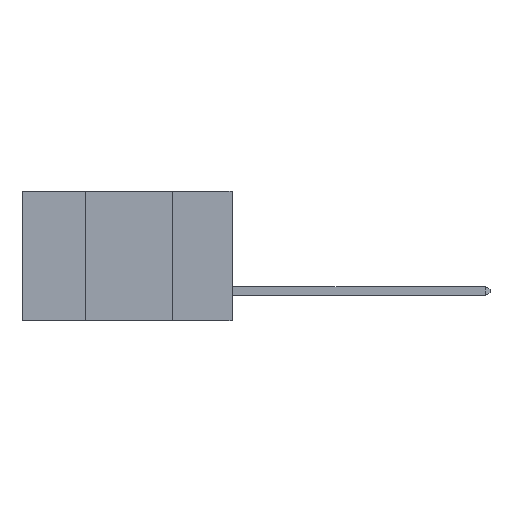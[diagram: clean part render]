
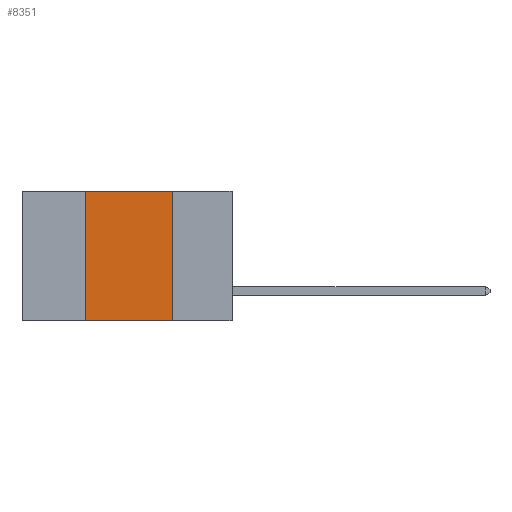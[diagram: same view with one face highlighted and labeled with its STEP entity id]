
A CAD part, left-side view. The second image highlights one B-rep face of the part: STEP entity #8351.
In plain terms, the highlighted planar face has unit normal (-1, 0, 0).
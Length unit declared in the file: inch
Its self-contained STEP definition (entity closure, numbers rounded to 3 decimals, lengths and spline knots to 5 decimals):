
#191 = VERTEX_POINT ( 'NONE', #6596 ) ;
#194 = EDGE_CURVE ( 'NONE', #4200, #2581, #7239, .T. ) ;
#490 = DIRECTION ( 'NONE',  ( 0., 0., 1. ) ) ;
#665 = CARTESIAN_POINT ( 'NONE',  ( 0., 0.6, 0. ) ) ;
#977 = DIRECTION ( 'NONE',  ( 1., 0., 0. ) ) ;
#1584 = AXIS2_PLACEMENT_3D ( 'NONE', #7709, #977, #8709 ) ;
#2141 = VECTOR ( 'NONE', #490, 39.37008 ) ;
#2491 = LINE ( 'NONE', #6205, #2141 ) ;
#2581 = VERTEX_POINT ( 'NONE', #13072 ) ;
#2583 = CARTESIAN_POINT ( 'NONE',  ( 0., 0.6, -0.37 ) ) ;
#2909 = LINE ( 'NONE', #2583, #8741 ) ;
#3820 = VECTOR ( 'NONE', #12695, 39.37008 ) ;
#3923 = VECTOR ( 'NONE', #9531, 39.37008 ) ;
#4103 = ORIENTED_EDGE ( 'NONE', *, *, #4968, .F. ) ;
#4117 = ORIENTED_EDGE ( 'NONE', *, *, #194, .F. ) ;
#4197 = ORIENTED_EDGE ( 'NONE', *, *, #7529, .F. ) ;
#4200 = VERTEX_POINT ( 'NONE', #6482 ) ;
#4213 = ORIENTED_EDGE ( 'NONE', *, *, #5774, .T. ) ;
#4968 = EDGE_CURVE ( 'NONE', #2581, #9770, #12941, .T. ) ;
#5559 = FACE_OUTER_BOUND ( 'NONE', #6186, .T. ) ;
#5774 = EDGE_CURVE ( 'NONE', #191, #9770, #2909, .T. ) ;
#6186 = EDGE_LOOP ( 'NONE', ( #4103, #4117, #4197, #4213 ) ) ;
#6205 = CARTESIAN_POINT ( 'NONE',  ( 0., 0.42, 0. ) ) ;
#6482 = CARTESIAN_POINT ( 'NONE',  ( 0., 0.42, 0. ) ) ;
#6596 = CARTESIAN_POINT ( 'NONE',  ( 0., 0.42, -0.37 ) ) ;
#7239 = LINE ( 'NONE', #665, #3923 ) ;
#7529 = EDGE_CURVE ( 'NONE', #191, #4200, #2491, .T. ) ;
#7709 = CARTESIAN_POINT ( 'NONE',  ( 0., 0.6, 0. ) ) ;
#7757 = CARTESIAN_POINT ( 'NONE',  ( 0., 0.17, -0.37 ) ) ;
#8351 = ADVANCED_FACE ( 'NONE', ( #5559 ), #13471, .F. ) ;
#8709 = DIRECTION ( 'NONE',  ( 0., 0., -1. ) ) ;
#8741 = VECTOR ( 'NONE', #11976, 39.37008 ) ;
#9531 = DIRECTION ( 'NONE',  ( 0., -1., 0. ) ) ;
#9770 = VERTEX_POINT ( 'NONE', #7757 ) ;
#9824 = CARTESIAN_POINT ( 'NONE',  ( 0., 0.17, 0. ) ) ;
#11976 = DIRECTION ( 'NONE',  ( 0., -1., 0. ) ) ;
#12695 = DIRECTION ( 'NONE',  ( 0., 0., -1. ) ) ;
#12941 = LINE ( 'NONE', #9824, #3820 ) ;
#13072 = CARTESIAN_POINT ( 'NONE',  ( 0., 0.17, 0. ) ) ;
#13471 = PLANE ( 'NONE',  #1584 ) ;
